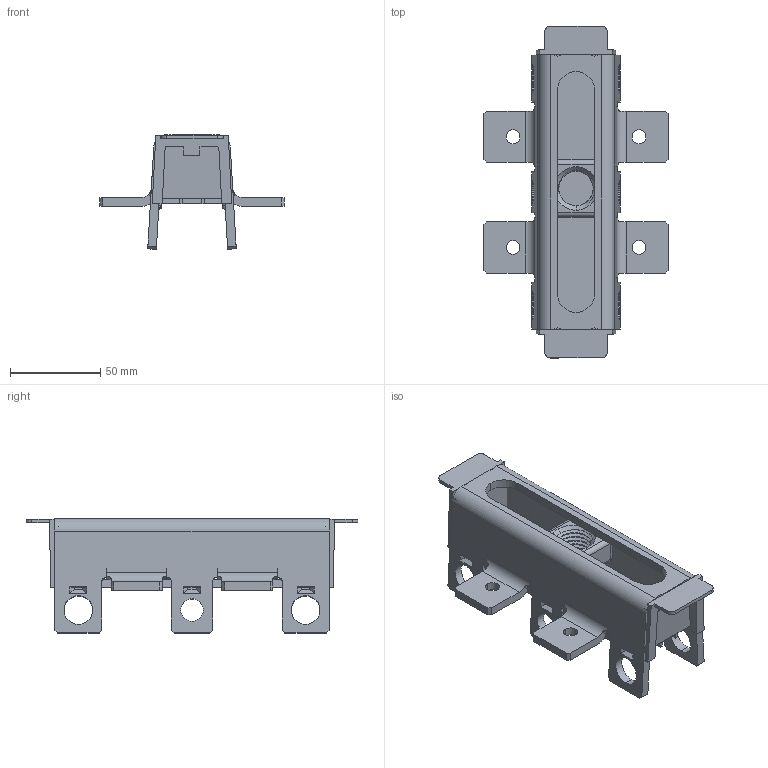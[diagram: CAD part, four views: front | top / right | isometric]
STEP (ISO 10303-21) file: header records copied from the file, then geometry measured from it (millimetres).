
FILE_DESCRIPTION (( 'STEP AP214' ), '1' );
FILE_NAME ('6025.STEP', '2017-09-19T17:20:24', ( 'Temp' ), ( '' ), 'SwSTEP 2.0', 'SolidWorks 2010', '' );
FILE_SCHEMA (( 'AUTOMOTIVE_DESIGN' ));
Length unit declared in the file: inch
Products named in the file (4): PSA_6025; 1InchSquareNut; Spring; 6025
Assembly tree (3 placements, depth 2):
  6025
    PSA_6025
    Spring
    1InchSquareNut
Bounding box: 102.05 x 184.05 x 63.55 mm (x, y, z)
Volume: 128632 mm3; surface area: 79350.1 mm2
Topology: 4 solids, 4 shells, 396 faces, 1080 edges, 703 vertices
Faces by surface type: plane 259, cylinder 97, bspline 28, sphere 8, cone 4
Entity records: 23568 total; most frequent: CARTESIAN_POINT 12046, ORIENTED_EDGE 2140, DIRECTION 1874, EDGE_CURVE 1070, LINE 784, VECTOR 784, VERTEX_POINT 703, AXIS2_PLACEMENT_3D 545
